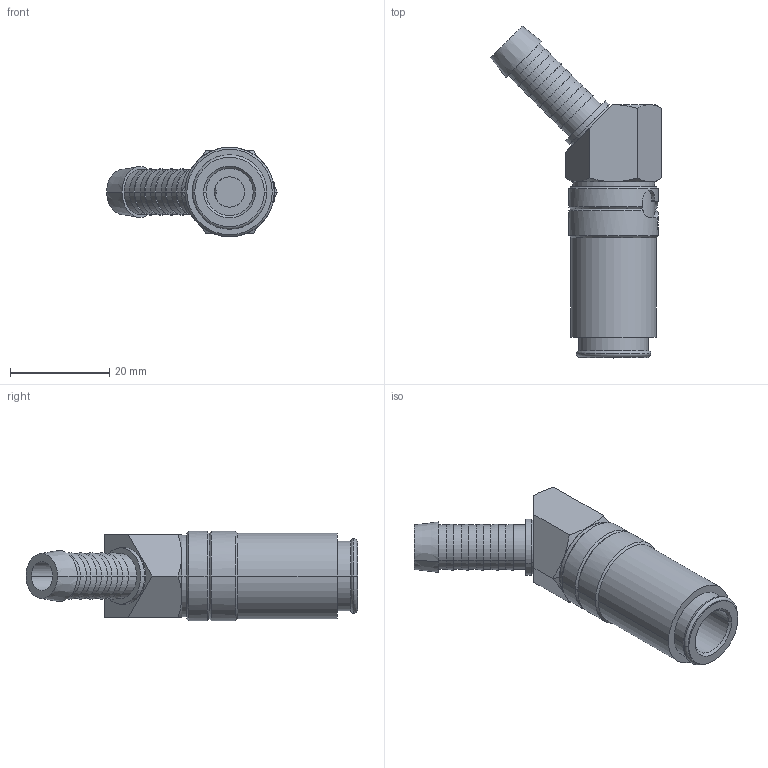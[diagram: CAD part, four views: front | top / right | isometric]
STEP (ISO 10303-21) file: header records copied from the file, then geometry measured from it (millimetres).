
FILE_DESCRIPTION(('STEP AP214'),'1');
FILE_NAME('esdmt_9_tl45ab.stp','2020-04-22T06:12:39',('TraceParts'),('TraceParts S.A.'),'Spatial InterOp 3D',' ',' ');
FILE_SCHEMA(('automotive_design'));
Length unit declared in the file: millimetre
Products named in the file (1): 1
Bounding box: 34.41 x 66.86 x 18 mm (x, y, z)
Volume: 10368.1 mm3; surface area: 5556.6 mm2
Topology: 1 solids, 1 shells, 110 faces, 245 edges, 150 vertices
Faces by surface type: cylinder 42, cone 34, plane 30, torus 4
Entity records: 4574 total; most frequent: CARTESIAN_POINT 1246, DIRECTION 536, ORIENTED_EDGE 490, EDGE_CURVE 245, AXIS2_PLACEMENT_3D 223, VERTEX_POINT 150, EDGE_LOOP 125, STYLED_ITEM 110
